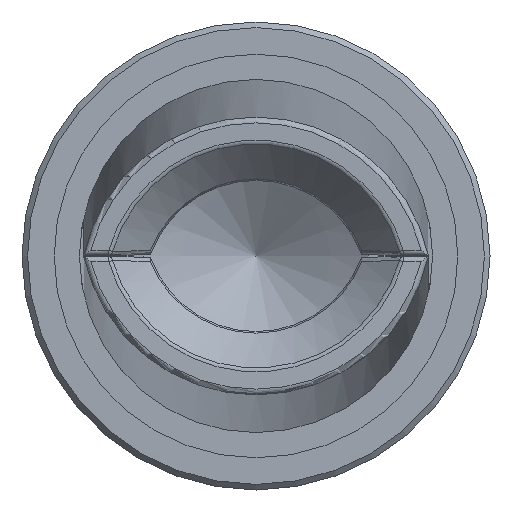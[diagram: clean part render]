
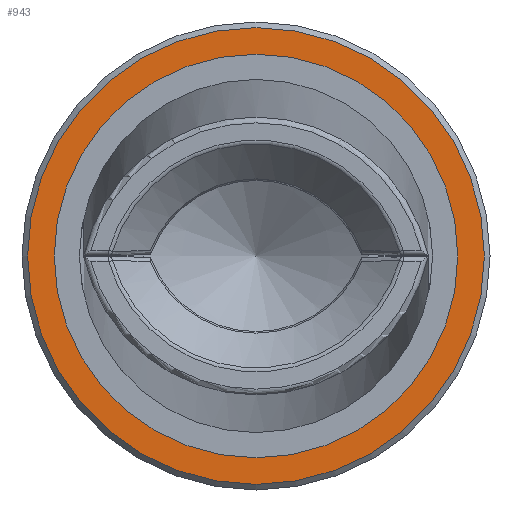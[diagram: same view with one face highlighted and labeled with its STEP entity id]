
A CAD part, left-side view. The second image highlights one B-rep face of the part: STEP entity #943.
In plain terms, the highlighted planar face has unit normal (-1, 0, 0).
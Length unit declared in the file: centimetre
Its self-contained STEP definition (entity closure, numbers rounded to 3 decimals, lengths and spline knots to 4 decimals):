
#156=PLANE('',#1025);
#277=VERTEX_POINT('',#1465);
#280=VERTEX_POINT('',#1473);
#352=CIRCLE('',#1021,0.1035);
#355=CIRCLE('',#1026,0.08);
#411=EDGE_CURVE('',#277,#277,#352,.T.);
#414=EDGE_CURVE('',#280,#280,#355,.T.);
#546=ORIENTED_EDGE('',*,*,#414,.T.);
#547=ORIENTED_EDGE('',*,*,#411,.F.);
#785=EDGE_LOOP('',(#546));
#786=EDGE_LOOP('',(#547));
#871=FACE_BOUND('',#785,.T.);
#872=FACE_BOUND('',#786,.T.);
#943=ADVANCED_FACE('',(#871,#872),#156,.F.);
#1021=AXIS2_PLACEMENT_3D('',#1464,#1160,#1161);
#1025=AXIS2_PLACEMENT_3D('',#1471,#1168,$);
#1026=AXIS2_PLACEMENT_3D('',#1472,#1169,#1170);
#1160=DIRECTION('',(1.,0.,0.));
#1161=DIRECTION('',(0.,0.,0.104));
#1168=DIRECTION('',(1.,0.,0.));
#1169=DIRECTION('',(1.,0.,0.));
#1170=DIRECTION('',(0.,0.,-0.08));
#1464=CARTESIAN_POINT('',(0.7214,0.,0.));
#1465=CARTESIAN_POINT('',(0.7214,0.,-0.1035));
#1471=CARTESIAN_POINT('',(0.7214,0.,0.));
#1472=CARTESIAN_POINT('',(0.7214,0.,0.));
#1473=CARTESIAN_POINT('',(0.7214,0.,-0.08));
